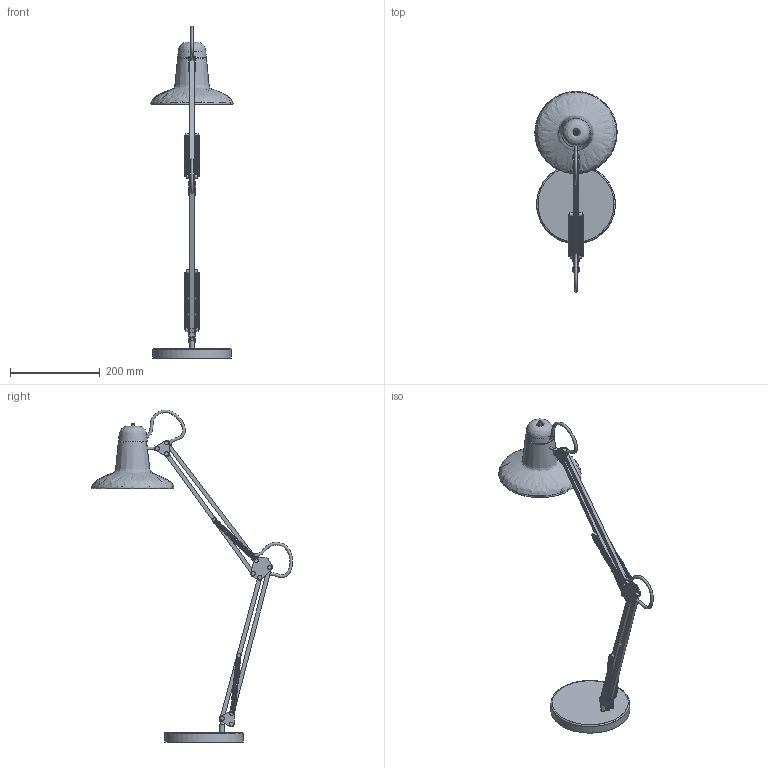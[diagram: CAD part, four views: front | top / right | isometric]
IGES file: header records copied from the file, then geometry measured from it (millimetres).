
Global section: file name: 19H57400.igs; native system: Rhinoceros ( Dec 17 2019 ); preprocessor: Trout Lake IGES 012 Dec 17 2019; date: 200206.113714; units: millimetre
Bounding box: 183.86 x 448.85 x 741.59 mm (x, y, z)
Surface area: 448575.9 mm2 (no closed solid volume)
Topology: 0 solids, 0 shells, 441 faces, 1844 edges, 1744 vertices
Faces by surface type: bspline 441
